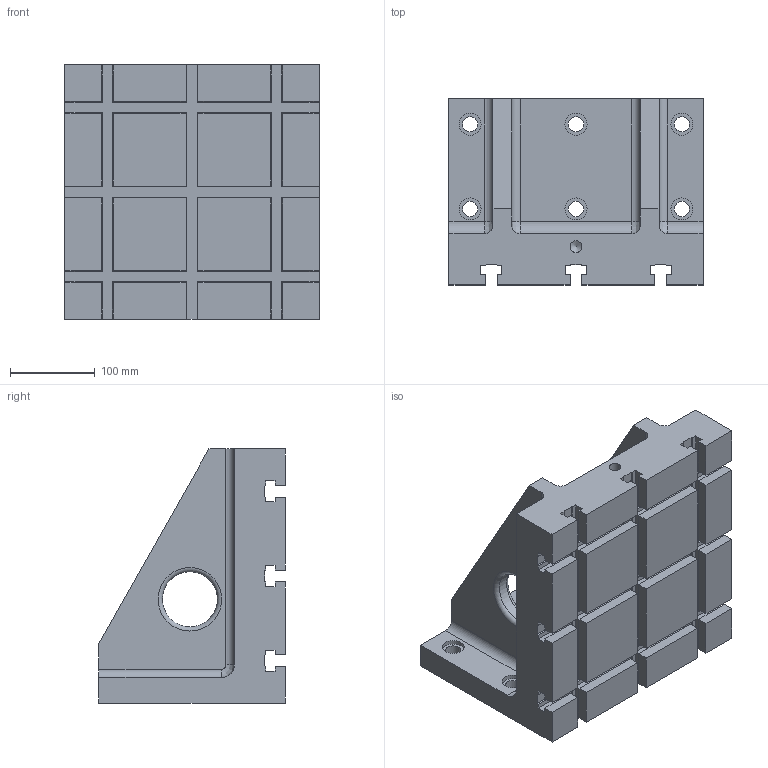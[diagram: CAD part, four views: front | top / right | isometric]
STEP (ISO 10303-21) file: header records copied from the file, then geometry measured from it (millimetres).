
FILE_DESCRIPTION( ( 'Unknown' ), '1' );
FILE_NAME( 'BP22-220300-0300-14.stp', 'Unknown', ( 'S.C.H' ), ( 'Unknown' ), 'XStep 1.0', 'Unknown', ' ' );
FILE_SCHEMA( ( 'CONFIG_CONTROL_DESIGN' ) );
Length unit declared in the file: millimetre
Products named in the file (1): 1
Bounding box: 300 x 220 x 300 mm (x, y, z)
Volume: 7185715.2 mm3; surface area: 555278.2 mm2
Topology: 1 solids, 1 shells, 251 faces, 687 edges, 456 vertices
Faces by surface type: plane 216, cylinder 26, bspline 4, torus 4, cone 1
Full cylindrical faces by diameter (mm): 14 x1, 18 x6, 26 x6, 65 x2
Entity records: 7785 total; most frequent: CARTESIAN_POINT 1420, ORIENTED_EDGE 1318, DIRECTION 1215, EDGE_CURVE 659, LINE 599, VECTOR 599, VERTEX_POINT 449, AXIS2_PLACEMENT_3D 308
